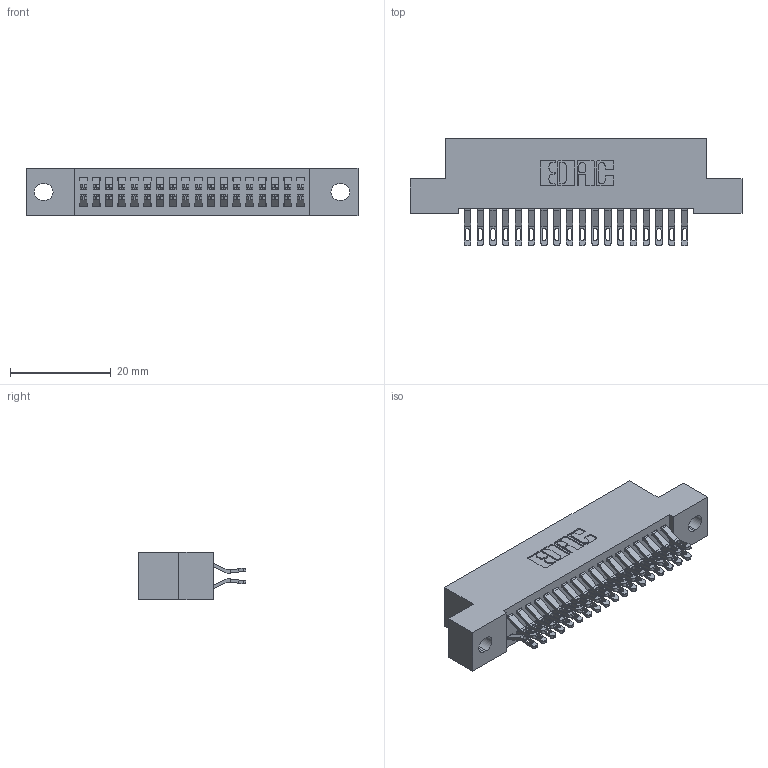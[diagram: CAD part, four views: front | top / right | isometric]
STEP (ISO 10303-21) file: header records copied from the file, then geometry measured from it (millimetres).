
FILE_DESCRIPTION (( 'STEP AP203' ), '1' );
FILE_NAME ('392-036-555-202.STEP', '2018-08-16T03:45:37', ( '' ), ( '' ), 'SwSTEP 2.0', 'SolidWorks 2016', '' );
FILE_SCHEMA (( 'CONFIG_CONTROL_DESIGN' ));
Length unit declared in the file: inch
Products named in the file (3): 342 Part_.128 Slot; 345-292-001_555 Tail; 392-036-555-202
Assembly tree (37 placements, depth 2):
  392-036-555-202
    342 Part_.128 Slot
    345-292-001_555 Tail  x36
Bounding box: 66.04 x 21.47 x 9.4 mm (x, y, z)
Volume: 5868 mm3; surface area: 9068 mm2
Topology: 37 solids, 37 shells, 2202 faces, 6899 edges, 4598 vertices
Faces by surface type: plane 1294, cylinder 908
Entity records: 15013 total; most frequent: CARTESIAN_POINT 2552, ORIENTED_EDGE 2458, DIRECTION 2193, EDGE_CURVE 1229, LINE 1081, VECTOR 1081, VERTEX_POINT 818, AXIS2_PLACEMENT_3D 556
